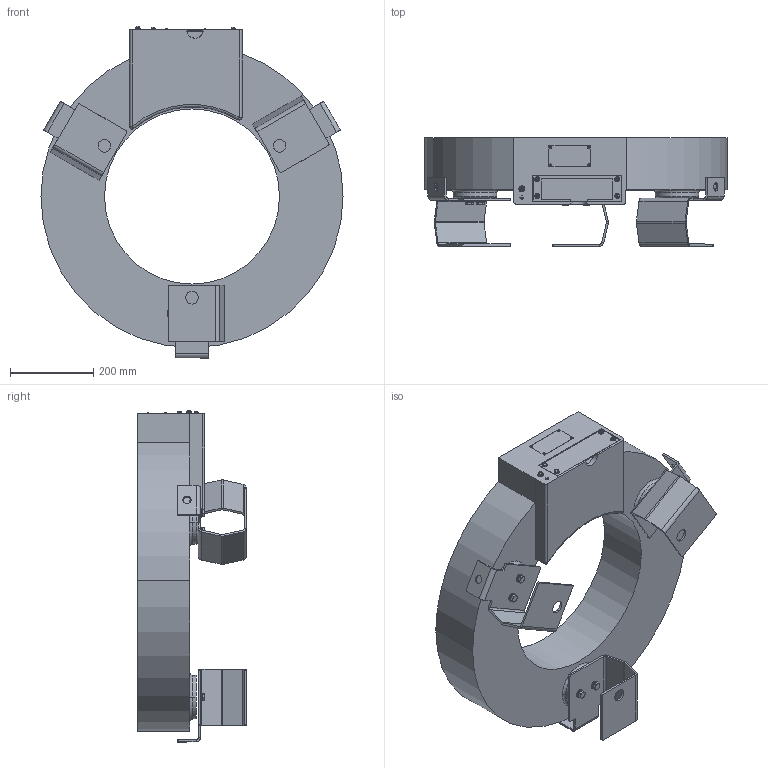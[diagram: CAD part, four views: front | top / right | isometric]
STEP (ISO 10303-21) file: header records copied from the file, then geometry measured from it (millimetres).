
FILE_DESCRIPTION (( 'STEP AP203' ), '1' );
FILE_NAME ('畟-110-IX-3.STEP', '2022-08-02T04:02:42', ( '' ), ( '' ), 'SwSTEP 2.0', 'SolidWorks 2010', '' );
FILE_SCHEMA (( 'CONFIG_CONTROL_DESIGN' ));
Length unit declared in the file: millimetre
Products named in the file (1): 畟-110-IX-3
Bounding box: 725 x 260 x 796.62 mm (x, y, z)
Surface area: 1438210.3 mm2 (no closed solid volume)
Topology: 0 solids, 47 shells, 377 faces, 1220 edges, 877 vertices
Faces by surface type: plane 211, cylinder 101, cone 32, sphere 20, torus 11, bspline 2
Entity records: 14017 total; most frequent: CARTESIAN_POINT 3083, DIRECTION 2411, ORIENTED_EDGE 1940, EDGE_CURVE 1220, AXIS2_PLACEMENT_3D 922, VERTEX_POINT 877, LINE 567, VECTOR 567
